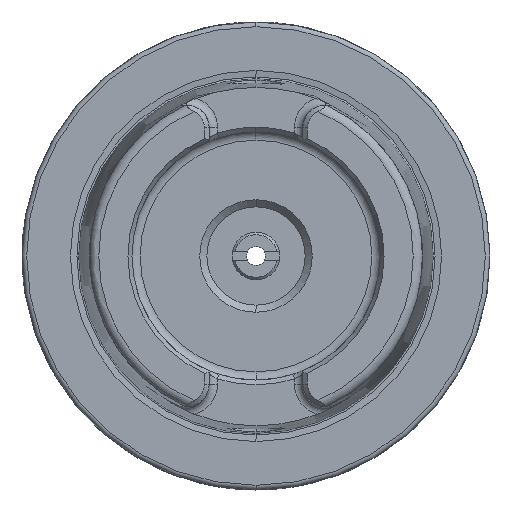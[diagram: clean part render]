
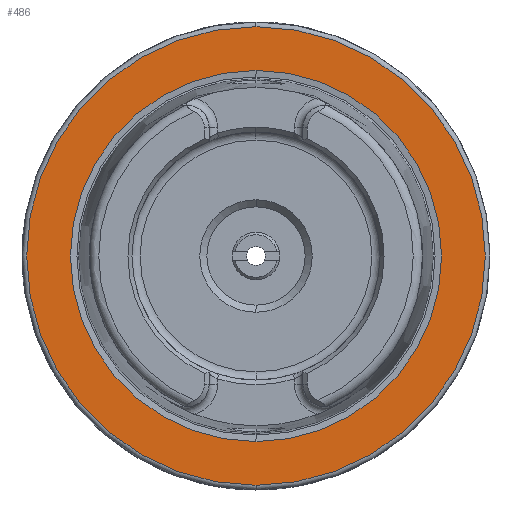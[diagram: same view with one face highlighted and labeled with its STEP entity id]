
A CAD part, left-side view. The second image highlights one B-rep face of the part: STEP entity #486.
In plain terms, the highlighted planar face has unit normal (-1, 0, 0).
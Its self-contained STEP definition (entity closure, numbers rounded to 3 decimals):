
#137 = ORIENTED_EDGE ( 'NONE', *, *, #1628, .F. ) ;
#322 = DIRECTION ( 'NONE',  ( -1., 0., 0. ) ) ;
#486 = ADVANCED_FACE ( 'NONE', ( #4051, #5497 ), #4798, .T. ) ;
#951 = AXIS2_PLACEMENT_3D ( 'NONE', #6082, #2530, #3375 ) ;
#1181 = EDGE_CURVE ( 'NONE', #8224, #3303, #3340, .T. ) ;
#1243 = CARTESIAN_POINT ( 'NONE',  ( 0., 39.647, 0. ) ) ;
#1293 = CARTESIAN_POINT ( 'NONE',  ( 0., 0., 0. ) ) ;
#1432 = DIRECTION ( 'NONE',  ( 1., 0., 0. ) ) ;
#1628 = EDGE_CURVE ( 'NONE', #2257, #1820, #5283, .T. ) ;
#1702 = EDGE_CURVE ( 'NONE', #1820, #2257, #4736, .T. ) ;
#1820 = VERTEX_POINT ( 'NONE', #8886 ) ;
#2142 = CIRCLE ( 'NONE', #951, 39.647 ) ;
#2257 = VERTEX_POINT ( 'NONE', #5300 ) ;
#2530 = DIRECTION ( 'NONE',  ( 1., 0., 0. ) ) ;
#3303 = VERTEX_POINT ( 'NONE', #3617 ) ;
#3340 = CIRCLE ( 'NONE', #6029, 39.647 ) ;
#3375 = DIRECTION ( 'NONE',  ( 0., 0., -1. ) ) ;
#3617 = CARTESIAN_POINT ( 'NONE',  ( 0., 0., -39.647 ) ) ;
#3770 = ORIENTED_EDGE ( 'NONE', *, *, #3914, .T. ) ;
#3914 = EDGE_CURVE ( 'NONE', #3303, #8224, #2142, .T. ) ;
#4051 = FACE_BOUND ( 'NONE', #5784, .T. ) ;
#4106 = CARTESIAN_POINT ( 'NONE',  ( 0., 0., 0. ) ) ;
#4143 = DIRECTION ( 'NONE',  ( 0., 0., -1. ) ) ;
#4281 = CARTESIAN_POINT ( 'NONE',  ( 0., 0., 0. ) ) ;
#4291 = AXIS2_PLACEMENT_3D ( 'NONE', #1293, #1432, #4143 ) ;
#4728 = AXIS2_PLACEMENT_3D ( 'NONE', #1243, #322, #8856 ) ;
#4736 = CIRCLE ( 'NONE', #4291, 49. ) ;
#4763 = DIRECTION ( 'NONE',  ( 1., 0., 0. ) ) ;
#4798 = PLANE ( 'NONE',  #4728 ) ;
#5283 = CIRCLE ( 'NONE', #7966, 49. ) ;
#5300 = CARTESIAN_POINT ( 'NONE',  ( 0., 0., -49. ) ) ;
#5497 = FACE_OUTER_BOUND ( 'NONE', #6846, .T. ) ;
#5687 = DIRECTION ( 'NONE',  ( 0., 0., -1. ) ) ;
#5784 = EDGE_LOOP ( 'NONE', ( #6423, #3770 ) ) ;
#6029 = AXIS2_PLACEMENT_3D ( 'NONE', #4106, #4763, #7516 ) ;
#6082 = CARTESIAN_POINT ( 'NONE',  ( 0., 0., 0. ) ) ;
#6423 = ORIENTED_EDGE ( 'NONE', *, *, #1181, .T. ) ;
#6846 = EDGE_LOOP ( 'NONE', ( #137, #6896 ) ) ;
#6896 = ORIENTED_EDGE ( 'NONE', *, *, #1702, .F. ) ;
#7516 = DIRECTION ( 'NONE',  ( 0., 0., -1. ) ) ;
#7966 = AXIS2_PLACEMENT_3D ( 'NONE', #4281, #8570, #5687 ) ;
#8224 = VERTEX_POINT ( 'NONE', #8298 ) ;
#8298 = CARTESIAN_POINT ( 'NONE',  ( 0., 0., 39.647 ) ) ;
#8570 = DIRECTION ( 'NONE',  ( 1., 0., 0. ) ) ;
#8856 = DIRECTION ( 'NONE',  ( 0., 0., 1. ) ) ;
#8886 = CARTESIAN_POINT ( 'NONE',  ( 0., 0., 49. ) ) ;
